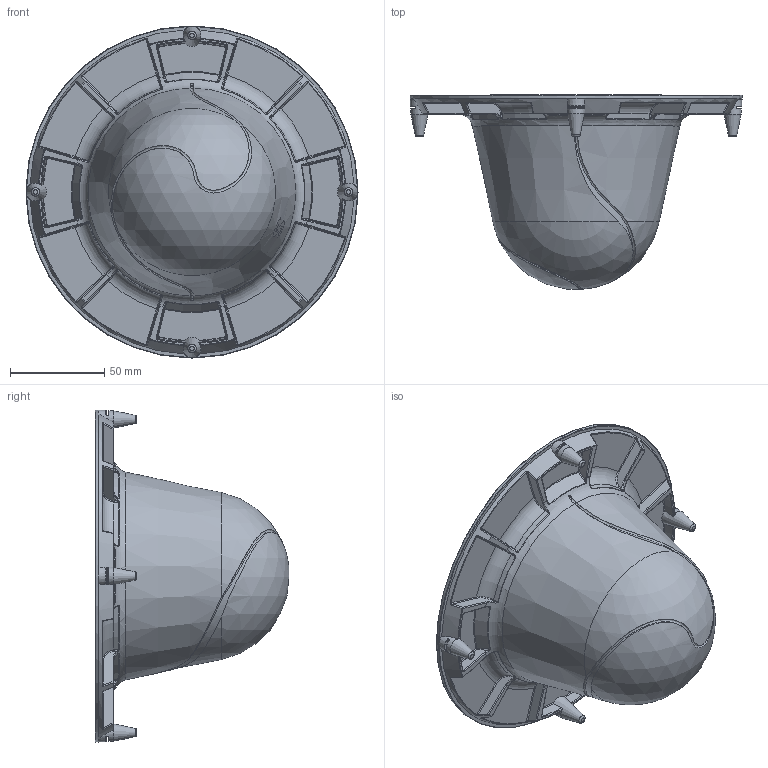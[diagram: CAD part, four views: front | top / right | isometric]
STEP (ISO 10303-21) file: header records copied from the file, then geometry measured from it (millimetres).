
FILE_DESCRIPTION (( 'STEP AP203' ), '1' );
FILE_NAME ('XMSGP030A10.01-003 breast_cup_outer_S.STEP', '2017-06-28T21:14:50', ( '' ), ( '' ), 'SwSTEP 2.0', 'SolidWorks 2016', '' );
FILE_SCHEMA (( 'CONFIG_CONTROL_DESIGN' ));
Length unit declared in the file: millimetre
Products named in the file (1): XMSGP030A10.01-003 breast_cup_outer_S
Bounding box: 176 x 102.74 x 176 mm (x, y, z)
Volume: 162088.1 mm3; surface area: 95872.1 mm2
Topology: 1 solids, 1 shells, 465 faces, 1124 edges, 625 vertices
Faces by surface type: bspline 181, torus 79, plane 71, cylinder 62, cone 37, sphere 35
Full cylindrical faces by diameter (mm): 1.5 x2, 176 x1
Entity records: 28376 total; most frequent: CARTESIAN_POINT 19132, ORIENTED_EDGE 2114, DIRECTION 1686, EDGE_CURVE 1057, AXIS2_PLACEMENT_3D 785, VERTEX_POINT 614, CIRCLE 500, EDGE_LOOP 489
